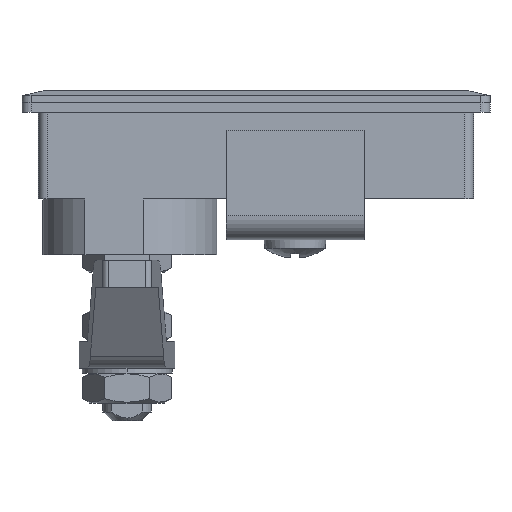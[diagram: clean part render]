
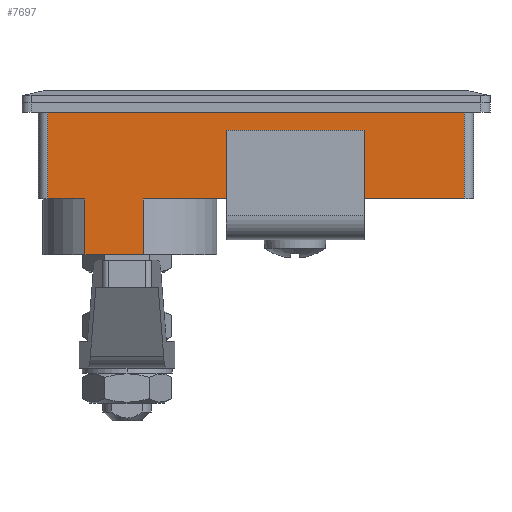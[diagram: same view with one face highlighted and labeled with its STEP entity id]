
A CAD part, left-side view. The second image highlights one B-rep face of the part: STEP entity #7697.
In plain terms, the highlighted planar face has unit normal (-1, 0, 0).
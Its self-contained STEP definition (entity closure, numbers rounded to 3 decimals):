
#4271 = LINE ( 'NONE', #4593, #12440 ) ;
#4290 = LINE ( 'NONE', #4667, #12394 ) ;
#4292 = LINE ( 'NONE', #4671, #12419 ) ;
#4293 = LINE ( 'NONE', #4673, #12425 ) ;
#4294 = LINE ( 'NONE', #4675, #12361 ) ;
#4295 = LINE ( 'NONE', #4677, #12391 ) ;
#4296 = LINE ( 'NONE', #4679, #12362 ) ;
#4334 = FACE_OUTER_BOUND ( 'NONE', #8872, .T. ) ;
#4593 = CARTESIAN_POINT ( 'NONE',  ( 2.75, 4.25, 0. ) ) ;
#4594 = DIRECTION ( 'NONE',  ( 0., 1., 0. ) ) ;
#4667 = CARTESIAN_POINT ( 'NONE',  ( 2.75, 4.25, -16. ) ) ;
#4668 = DIRECTION ( 'NONE',  ( 0., 0., 1. ) ) ;
#4671 = CARTESIAN_POINT ( 'NONE',  ( 2.75, 73.75, -16. ) ) ;
#4672 = DIRECTION ( 'NONE',  ( 0., 0., 1. ) ) ;
#4673 = CARTESIAN_POINT ( 'NONE',  ( 2.75, 4.25, -16. ) ) ;
#4674 = DIRECTION ( 'NONE',  ( 0., 1., 0. ) ) ;
#4675 = CARTESIAN_POINT ( 'NONE',  ( 2.75, 67.5, -25.3 ) ) ;
#4676 = DIRECTION ( 'NONE',  ( 0., 0., 1. ) ) ;
#4677 = CARTESIAN_POINT ( 'NONE',  ( 2.75, 67.5, -25.3 ) ) ;
#4678 = DIRECTION ( 'NONE',  ( 0., 1., 0. ) ) ;
#4679 = CARTESIAN_POINT ( 'NONE',  ( 2.75, 57.773, -25.3 ) ) ;
#4680 = DIRECTION ( 'NONE',  ( 0., 0., 1. ) ) ;
#4790 = PLANE ( 'NONE',  #8968 ) ;
#4791 = CARTESIAN_POINT ( 'NONE',  ( 2.75, 4.25, -16. ) ) ;
#4792 = DIRECTION ( 'NONE',  ( 1., 0., 0. ) ) ;
#4793 = DIRECTION ( 'NONE',  ( 0., 0., -1. ) ) ;
#5501 = ORIENTED_EDGE ( 'NONE', *, *, #7658, .F. ) ;
#5527 = ORIENTED_EDGE ( 'NONE', *, *, #7660, .T. ) ;
#5540 = ORIENTED_EDGE ( 'NONE', *, *, #7656, .F. ) ;
#5561 = ORIENTED_EDGE ( 'NONE', *, *, #7659, .F. ) ;
#5573 = ORIENTED_EDGE ( 'NONE', *, *, #7626, .T. ) ;
#5621 = ORIENTED_EDGE ( 'NONE', *, *, #7654, .T. ) ;
#5716 = ORIENTED_EDGE ( 'NONE', *, *, #13242, .F. ) ;
#5735 = ORIENTED_EDGE ( 'NONE', *, *, #7657, .F. ) ;
#7121 = VERTEX_POINT ( 'NONE', #13963 ) ;
#7143 = VERTEX_POINT ( 'NONE', #13982 ) ;
#7166 = VERTEX_POINT ( 'NONE', #14001 ) ;
#7185 = VERTEX_POINT ( 'NONE', #14019 ) ;
#7202 = VERTEX_POINT ( 'NONE', #14036 ) ;
#7271 = VERTEX_POINT ( 'NONE', #14098 ) ;
#7296 = VERTEX_POINT ( 'NONE', #14121 ) ;
#7312 = VERTEX_POINT ( 'NONE', #14135 ) ;
#7626 = EDGE_CURVE ( 'NONE', #7143, #7271, #4271, .T. ) ;
#7654 = EDGE_CURVE ( 'NONE', #7296, #7143, #4290, .T. ) ;
#7656 = EDGE_CURVE ( 'NONE', #7166, #7271, #4292, .T. ) ;
#7657 = EDGE_CURVE ( 'NONE', #7185, #7166, #4293, .T. ) ;
#7658 = EDGE_CURVE ( 'NONE', #7202, #7185, #4294, .T. ) ;
#7659 = EDGE_CURVE ( 'NONE', #7121, #7202, #4295, .T. ) ;
#7660 = EDGE_CURVE ( 'NONE', #7121, #7312, #4296, .T. ) ;
#7697 = ADVANCED_FACE ( 'NONE', ( #4334 ), #4790, .F. ) ;
#8872 = EDGE_LOOP ( 'NONE', ( #5573, #5540, #5735, #5501, #5561, #5527, #5716, #5621 ) ) ;
#8968 = AXIS2_PLACEMENT_3D ( 'NONE', #4791, #4792, #4793 ) ;
#11035 = LINE ( 'NONE', #11737, #11480 ) ;
#11480 = VECTOR ( 'NONE', #11738, 1000. ) ;
#11737 = CARTESIAN_POINT ( 'NONE',  ( 2.75, 4.25, -16. ) ) ;
#11738 = DIRECTION ( 'NONE',  ( 0., 1., 0. ) ) ;
#12361 = VECTOR ( 'NONE', #4676, 1000. ) ;
#12362 = VECTOR ( 'NONE', #4680, 1000. ) ;
#12391 = VECTOR ( 'NONE', #4678, 1000. ) ;
#12394 = VECTOR ( 'NONE', #4668, 1000. ) ;
#12419 = VECTOR ( 'NONE', #4672, 1000. ) ;
#12425 = VECTOR ( 'NONE', #4674, 1000. ) ;
#12440 = VECTOR ( 'NONE', #4594, 1000. ) ;
#13242 = EDGE_CURVE ( 'NONE', #7296, #7312, #11035, .T. ) ;
#13963 = CARTESIAN_POINT ( 'NONE',  ( 2.75, 57.773, -25.3 ) ) ;
#13982 = CARTESIAN_POINT ( 'NONE',  ( 2.75, 4.25, 0. ) ) ;
#14001 = CARTESIAN_POINT ( 'NONE',  ( 2.75, 73.75, -16. ) ) ;
#14019 = CARTESIAN_POINT ( 'NONE',  ( 2.75, 67.5, -16. ) ) ;
#14036 = CARTESIAN_POINT ( 'NONE',  ( 2.75, 67.5, -25.3 ) ) ;
#14098 = CARTESIAN_POINT ( 'NONE',  ( 2.75, 73.75, 0. ) ) ;
#14121 = CARTESIAN_POINT ( 'NONE',  ( 2.75, 4.25, -16. ) ) ;
#14135 = CARTESIAN_POINT ( 'NONE',  ( 2.75, 57.773, -16. ) ) ;
